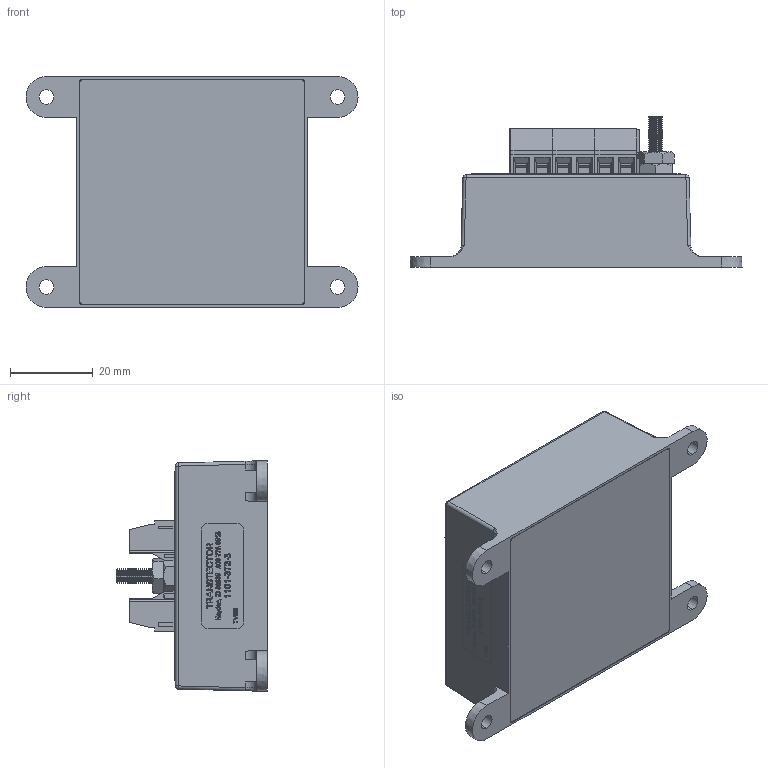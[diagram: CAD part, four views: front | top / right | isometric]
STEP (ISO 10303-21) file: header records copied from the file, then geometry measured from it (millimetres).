
FILE_DESCRIPTION (( 'STEP AP214' ), '1' );
FILE_NAME ('1101-372-3-E.STEP', '2019-01-17T17:46:04', ( '' ), ( '' ), 'SwSTEP 2.0', 'SolidWorks 2018', '' );
FILE_SCHEMA (( 'AUTOMOTIVE_DESIGN' ));
Length unit declared in the file: inch
Products named in the file (35): 2003-992-3; 2250-539-3; 2103-057; 2105-243; 2107-105; 2001-050; 2001-049; 3800-175; 1101-372-3-E; 2100-006; 2003-1119; 2200-241; 2021-167
Assembly tree (19 placements, depth 3):
  2103-057
  2105-243
  2003-992-3
  2001-050
  2105-243
Bounding box: 80.37 x 36.6 x 55.88 mm (x, y, z)
Volume: 32259.2 mm3; surface area: 44113.8 mm2
Topology: 53 solids, 53 shells, 3961 faces, 10652 edges, 6962 vertices
Faces by surface type: plane 2627, bspline 773, cylinder 369, cone 184, sphere 4, torus 4
Entity records: 171495 total; most frequent: CARTESIAN_POINT 52437, ORIENTED_EDGE 21036, DIRECTION 15981, EDGE_CURVE 10518, LINE 8049, VECTOR 8049, VERTEX_POINT 6890, EDGE_LOOP 4278
